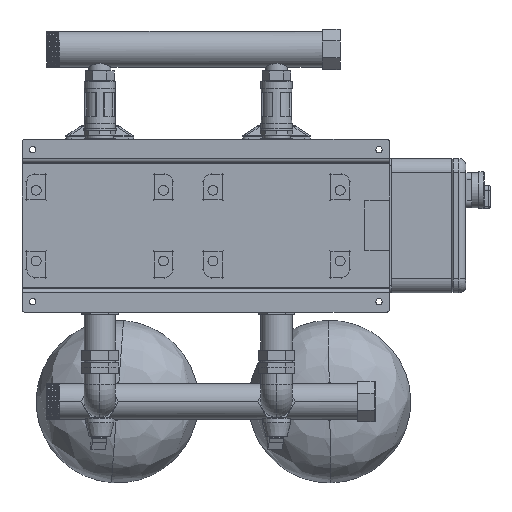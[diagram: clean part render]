
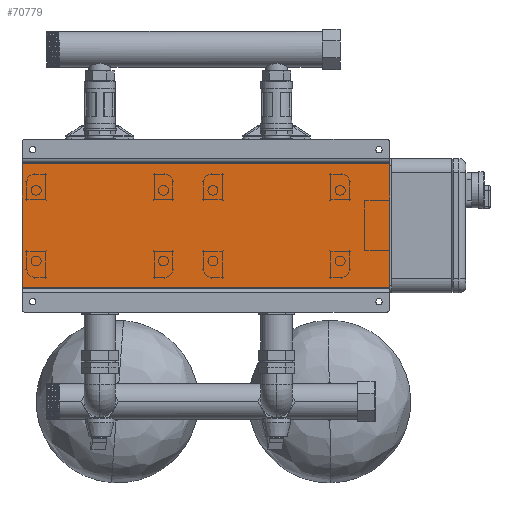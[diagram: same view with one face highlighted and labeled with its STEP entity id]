
A CAD part, front view. The second image highlights one B-rep face of the part: STEP entity #70779.
In plain terms, the highlighted planar face has unit normal (0, -1, 0).
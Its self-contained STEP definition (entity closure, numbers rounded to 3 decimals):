
#1364 = VERTEX_POINT ( 'NONE', #183652 ) ;
#3629 = CARTESIAN_POINT ( 'NONE',  ( 260., 47., 87.5 ) ) ;
#5911 = VERTEX_POINT ( 'NONE', #138673 ) ;
#11836 = EDGE_CURVE ( 'NONE', #1364, #5911, #128635, .T. ) ;
#14823 = DIRECTION ( 'NONE',  ( -1., 0., 0. ) ) ;
#20639 = ORIENTED_EDGE ( 'NONE', *, *, #162422, .F. ) ;
#24501 = EDGE_CURVE ( 'NONE', #119860, #1364, #104357, .T. ) ;
#24654 = EDGE_LOOP ( 'NONE', ( #49860, #20639, #112580, #125482 ) ) ;
#30954 = CARTESIAN_POINT ( 'NONE',  ( 260., 47., 87.5 ) ) ;
#33200 = CARTESIAN_POINT ( 'NONE',  ( 260., 47., -87.5 ) ) ;
#38240 = VECTOR ( 'NONE', #186144, 1000. ) ;
#47045 = CARTESIAN_POINT ( 'NONE',  ( 260., 47., -87.5 ) ) ;
#47525 = DIRECTION ( 'NONE',  ( -1., 0., 0. ) ) ;
#49860 = ORIENTED_EDGE ( 'NONE', *, *, #11836, .T. ) ;
#53125 = CARTESIAN_POINT ( 'NONE',  ( 260., 47., -87.5 ) ) ;
#53138 = VECTOR ( 'NONE', #14823, 1000. ) ;
#64026 = VECTOR ( 'NONE', #47525, 1000. ) ;
#70779 = ADVANCED_FACE ( 'NONE', ( #98604 ), #128212, .F. ) ;
#88542 = LINE ( 'NONE', #3629, #165182 ) ;
#98604 = FACE_OUTER_BOUND ( 'NONE', #24654, .T. ) ;
#104357 = LINE ( 'NONE', #30954, #53138 ) ;
#112580 = ORIENTED_EDGE ( 'NONE', *, *, #123339, .F. ) ;
#116774 = VERTEX_POINT ( 'NONE', #53125 ) ;
#119860 = VERTEX_POINT ( 'NONE', #121200 ) ;
#120290 = AXIS2_PLACEMENT_3D ( 'NONE', #47045, #148285, #133869 ) ;
#121200 = CARTESIAN_POINT ( 'NONE',  ( 260., 47., 87.5 ) ) ;
#123339 = EDGE_CURVE ( 'NONE', #119860, #116774, #88542, .T. ) ;
#125482 = ORIENTED_EDGE ( 'NONE', *, *, #24501, .T. ) ;
#127716 = CARTESIAN_POINT ( 'NONE',  ( -260., 47., -87.5 ) ) ;
#128212 = PLANE ( 'NONE',  #120290 ) ;
#128635 = LINE ( 'NONE', #127716, #38240 ) ;
#132422 = LINE ( 'NONE', #33200, #64026 ) ;
#133869 = DIRECTION ( 'NONE',  ( 0., 0., 1. ) ) ;
#138673 = CARTESIAN_POINT ( 'NONE',  ( -260., 47., -87.5 ) ) ;
#148285 = DIRECTION ( 'NONE',  ( 0., 1., 0. ) ) ;
#162422 = EDGE_CURVE ( 'NONE', #116774, #5911, #132422, .T. ) ;
#165182 = VECTOR ( 'NONE', #180290, 1000. ) ;
#180290 = DIRECTION ( 'NONE',  ( 0., 0., -1. ) ) ;
#183652 = CARTESIAN_POINT ( 'NONE',  ( -260., 47., 87.5 ) ) ;
#186144 = DIRECTION ( 'NONE',  ( 0., 0., -1. ) ) ;
